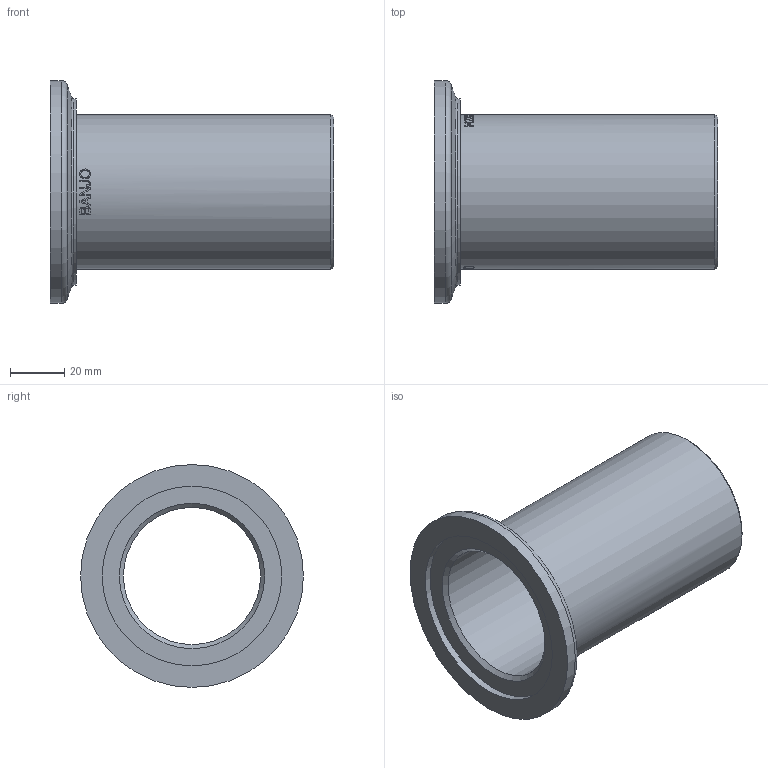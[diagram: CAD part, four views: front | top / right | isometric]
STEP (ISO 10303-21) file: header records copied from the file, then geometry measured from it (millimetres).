
FILE_DESCRIPTION(/* description */ ('2" FP MANIFOLD X WELD FLANGE'),/* implementation_level */ '2;1');
FILE_NAME(/* name */ 'M220375SWFSS.stp',/* time_stamp */ '2015-01-07T09:37:48-05:00',/* author */ ('mclevenger'),/* organization */ (''),/* preprocessor_version */ 'ST-DEVELOPER v15.2',/* originating_system */ 'Autodesk Inventor 2014',/* authorisation */ '');
FILE_SCHEMA (('AUTOMOTIVE_DESIGN { 1 0 10303 214 3 1 1 }'));
Length unit declared in the file: inch
Products named in the file (1): M220375SWFSS
Bounding box: 104.93 x 82.55 x 82.55 mm (x, y, z)
Volume: 76962.9 mm3; surface area: 42377.6 mm2
Topology: 1 solids, 1 shells, 298 faces, 813 edges, 540 vertices
Faces by surface type: bspline 144, plane 122, cylinder 27, cone 3, torus 2
Full cylindrical faces by diameter (mm): 50.8 x1, 57.404 x1, 66.548 x1, 69.056 x1, 82.55 x1
Entity records: 11815 total; most frequent: CARTESIAN_POINT 5131, ORIENTED_EDGE 1600, DIRECTION 988, EDGE_CURVE 800, VERTEX_POINT 538, LINE 346, VECTOR 346, EDGE_LOOP 334
